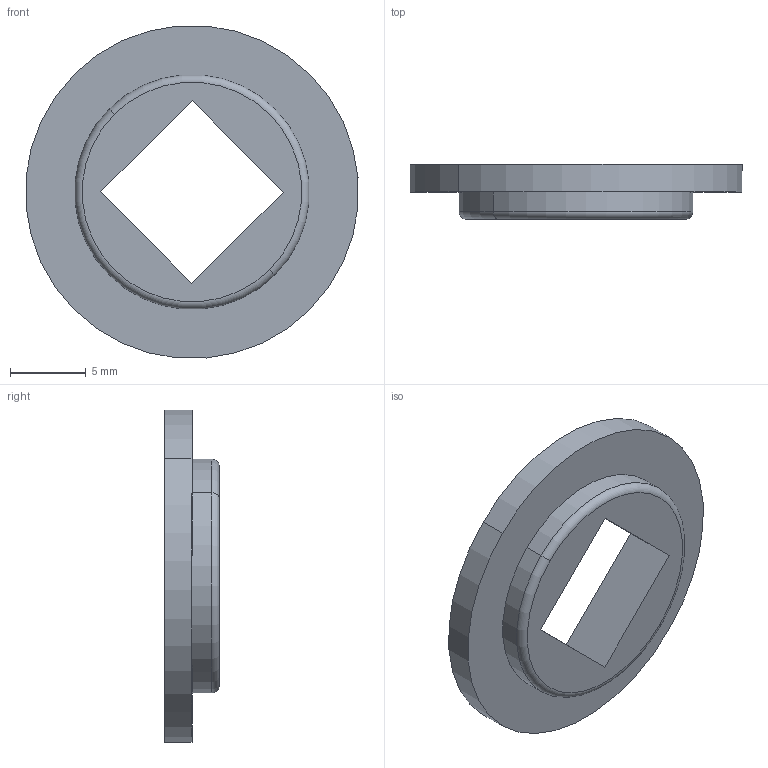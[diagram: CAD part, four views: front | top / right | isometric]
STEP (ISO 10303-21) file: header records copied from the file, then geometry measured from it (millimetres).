
FILE_DESCRIPTION (( 'STEP AP214' ), '1' );
FILE_NAME ('7136902.STP', '2020-05-08T07:49:13', ( '' ), ( '' ), 'SwSTEP 2.0', 'SolidWorks 2018', '' );
FILE_SCHEMA (( 'AUTOMOTIVE_DESIGN' ));
Length unit declared in the file: millimetre
Products named in the file (2): KTS 08.083-001_Standard; 7136902
Assembly tree (1 placements, depth 2):
  7136902
    KTS 08.083-001_Standard
Bounding box: 21.92 x 3.6 x 21.92 mm (x, y, z)
Volume: 761.2 mm3; surface area: 939.7 mm2
Topology: 1 solids, 1 shells, 13 faces, 28 edges, 18 vertices
Faces by surface type: plane 7, cylinder 4, torus 2
Entity records: 428 total; most frequent: DIRECTION 74, CARTESIAN_POINT 63, ORIENTED_EDGE 56, AXIS2_PLACEMENT_3D 29, EDGE_CURVE 28, VERTEX_POINT 18, EDGE_LOOP 16, VECTOR 16
